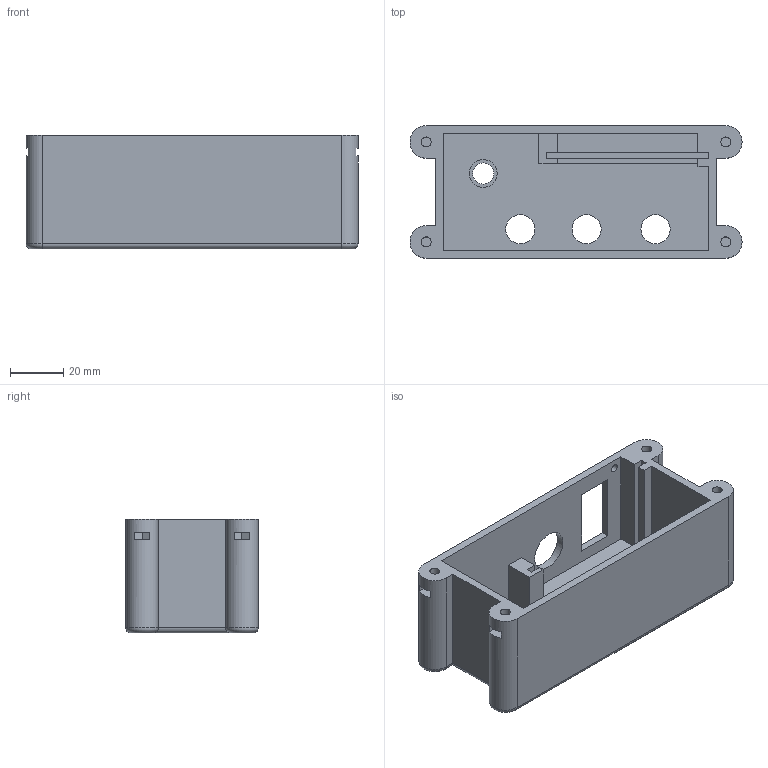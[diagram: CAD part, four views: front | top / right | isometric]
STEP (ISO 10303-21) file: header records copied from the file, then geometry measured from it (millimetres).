
FILE_DESCRIPTION(/* description */ (''),/* implementation_level */ '2;1');
FILE_NAME(/* name */ 'BoitierControle.stp',/* time_stamp */ '2019-02-13T14:18:40+01:00',/* author */ ('Patapouf'),/* organization */ (''),/* preprocessor_version */ 'ST-DEVELOPER v17',/* originating_system */ 'Autodesk Inventor 2019',/* authorisation */ '');
FILE_SCHEMA (('AUTOMOTIVE_DESIGN { 1 0 10303 214 3 1 1 }'));
Length unit declared in the file: millimetre
Products named in the file (1): boitierControle
Bounding box: 125.23 x 50 x 43 mm (x, y, z)
Volume: 68221.5 mm3; surface area: 40777.3 mm2
Topology: 1 solids, 1 shells, 94 faces, 235 edges, 153 vertices
Faces by surface type: plane 63, cylinder 27, torus 4
Full cylindrical faces by diameter (mm): 3 x1, 3.75 x8, 8 x1, 10.5 x1, 11 x3, 15 x1
Entity records: 2884 total; most frequent: DIRECTION 488, CARTESIAN_POINT 483, ORIENTED_EDGE 470, EDGE_CURVE 235, LINE 172, VECTOR 172, AXIS2_PLACEMENT_3D 158, VERTEX_POINT 153
